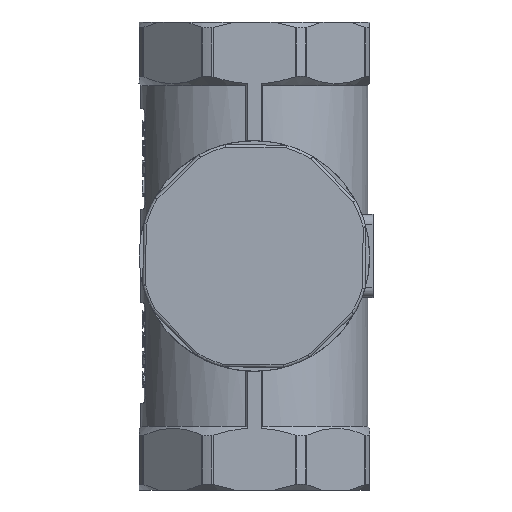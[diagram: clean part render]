
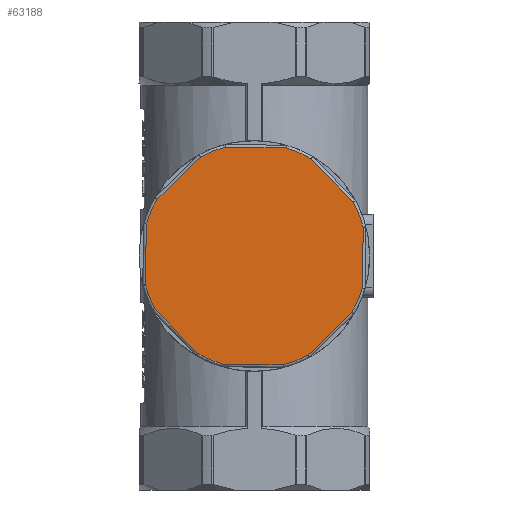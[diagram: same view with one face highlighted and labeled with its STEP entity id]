
A CAD part, front view. The second image highlights one B-rep face of the part: STEP entity #63188.
In plain terms, the highlighted planar face has unit normal (0, -1, 0).
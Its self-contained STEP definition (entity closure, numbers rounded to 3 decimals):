
#56467=CARTESIAN_POINT('',(46.923,-56.548,
133.744));
#56476=DIRECTION('',(-0.014,0.,-1.));
#56477=VECTOR('',#56476,18.186);
#56478=CARTESIAN_POINT('',(47.183,-56.548,
151.929));
#56479=LINE('',#56478,#56477);
#57857=DIRECTION('',(-1.,0.,0.014));
#57858=VECTOR('',#57857,18.187);
#57859=CARTESIAN_POINT('',(23.233,-56.548,
110.725));
#57860=LINE('',#57859,#57858);
#57887=DIRECTION('',(1.,0.,-0.014));
#57888=VECTOR('',#57887,18.187);
#57889=CARTESIAN_POINT('',(5.979,-56.548,
175.879));
#57890=LINE('',#57889,#57888);
#57895=CARTESIAN_POINT('',(-1.487,-56.548,
172.911));
#57993=CARTESIAN_POINT('',(-2.329,-56.548,
114.166));
#58073=CARTESIAN_POINT('',(5.979,-56.548,
175.879));
#58464=CARTESIAN_POINT('',(-15.003,-56.548,
127.209));
#58471=DIRECTION('',(0.717,0.,0.697));
#58472=VECTOR('',#58471,18.187);
#58473=CARTESIAN_POINT('',(30.699,-56.548,
113.693));
#58474=LINE('',#58473,#58472);
#58475=CARTESIAN_POINT('',(14.606,-56.548,
143.302));
#58476=DIRECTION('',(0.,-1.,0.));
#58477=DIRECTION('',(0.256,0.,-0.967));
#58478=AXIS2_PLACEMENT_3D('',#58475,#58476,#58477);
#58480=CARTESIAN_POINT('',(14.606,-56.548,
143.302));
#58481=DIRECTION('',(0.,-1.,0.));
#58482=DIRECTION('',(-0.503,0.,-0.865));
#58483=AXIS2_PLACEMENT_3D('',#58480,#58481,#58482);
#58485=DIRECTION('',(0.697,0.,-0.717));
#58486=VECTOR('',#58485,18.187);
#58487=CARTESIAN_POINT('',(-15.003,-56.548,
127.209));
#58488=LINE('',#58487,#58486);
#58489=CARTESIAN_POINT('',(14.606,-56.548,
143.302));
#58490=DIRECTION('',(0.,-1.,0.));
#58491=DIRECTION('',(-0.967,0.,-0.256));
#58492=AXIS2_PLACEMENT_3D('',#58489,#58490,#58491);
#58494=CARTESIAN_POINT('',(14.606,-56.548,
143.302));
#58495=DIRECTION('',(0.,-1.,0.));
#58496=DIRECTION('',(-0.865,0.,0.503));
#58497=AXIS2_PLACEMENT_3D('',#58494,#58495,#58496);
#58499=DIRECTION('',(-0.717,0.,-0.697));
#58500=VECTOR('',#58499,18.187);
#58501=CARTESIAN_POINT('',(-1.487,-56.548,
172.911));
#58502=LINE('',#58501,#58500);
#58503=CARTESIAN_POINT('',(14.606,-56.548,
143.302));
#58504=DIRECTION('',(0.,-1.,0.));
#58505=DIRECTION('',(-0.256,0.,0.967));
#58506=AXIS2_PLACEMENT_3D('',#58503,#58504,#58505);
#58508=CARTESIAN_POINT('',(14.606,-56.548,
143.302));
#58509=DIRECTION('',(0.,-1.,0.));
#58510=DIRECTION('',(0.503,0.,0.865));
#58511=AXIS2_PLACEMENT_3D('',#58508,#58509,#58510);
#58513=DIRECTION('',(-0.697,0.,0.717));
#58514=VECTOR('',#58513,18.187);
#58515=CARTESIAN_POINT('',(44.216,-56.548,
159.395));
#58516=LINE('',#58515,#58514);
#58517=CARTESIAN_POINT('',(14.606,-56.548,
143.302));
#58518=DIRECTION('',(0.,-1.,0.));
#58519=DIRECTION('',(0.967,0.,0.256));
#58520=AXIS2_PLACEMENT_3D('',#58517,#58518,#58519);
#58522=CARTESIAN_POINT('',(14.606,-56.548,
143.302));
#58523=DIRECTION('',(0.,-1.,0.));
#58524=DIRECTION('',(0.865,0.,-0.503));
#58525=AXIS2_PLACEMENT_3D('',#58522,#58523,#58524);
#58641=DIRECTION('',(0.014,0.,1.));
#58642=VECTOR('',#58641,18.186);
#58643=CARTESIAN_POINT('',(-17.971,-56.548,
134.675));
#58644=LINE('',#58643,#58642);
#58652=CARTESIAN_POINT('',(-17.971,-56.548,
134.675));
#58799=CARTESIAN_POINT('',(-17.71,-56.548,
152.859));
#58882=VERTEX_POINT('',#57895);
#58888=VERTEX_POINT('',#58073);
#58890=CARTESIAN_POINT('',(44.216,-56.548,
159.395));
#58891=CARTESIAN_POINT('',(31.541,-56.548,
172.438));
#58892=VERTEX_POINT('',#58890);
#58893=VERTEX_POINT('',#58891);
#58898=CARTESIAN_POINT('',(30.699,-56.548,
113.693));
#58899=CARTESIAN_POINT('',(43.742,-56.548,
126.367));
#58900=VERTEX_POINT('',#58898);
#58901=VERTEX_POINT('',#58899);
#58918=CARTESIAN_POINT('',(24.164,-56.548,
175.618));
#58919=VERTEX_POINT('',#58918);
#58962=VERTEX_POINT('',#58464);
#58968=VERTEX_POINT('',#56467);
#58977=VERTEX_POINT('',#57993);
#58978=CARTESIAN_POINT('',(47.183,-56.548,
151.929));
#58979=VERTEX_POINT('',#58978);
#58992=CARTESIAN_POINT('',(23.233,-56.548,
110.725));
#58993=CARTESIAN_POINT('',(5.049,-56.548,
110.985));
#58994=VERTEX_POINT('',#58992);
#58995=VERTEX_POINT('',#58993);
#59032=VERTEX_POINT('',#58652);
#59043=CARTESIAN_POINT('',(-14.53,-56.548,
160.237));
#59044=VERTEX_POINT('',#59043);
#59047=VERTEX_POINT('',#58799);
#63162=CARTESIAN_POINT('',(48.329,-56.548,
176.072));
#63163=DIRECTION('',(0.,-1.,0.));
#63164=DIRECTION('',(1.,0.,-0.014));
#63165=AXIS2_PLACEMENT_3D('',#63162,#63163,#63164);
#63166=PLANE('',#63165);
#63167=ORIENTED_EDGE('',*,*,#60953,.F.);
#63168=ORIENTED_EDGE('',*,*,#63020,.F.);
#63169=ORIENTED_EDGE('',*,*,#62703,.T.);
#63170=ORIENTED_EDGE('',*,*,#63102,.F.);
#63171=ORIENTED_EDGE('',*,*,#62805,.F.);
#63172=ORIENTED_EDGE('',*,*,#63155,.F.);
#63174=ORIENTED_EDGE('',*,*,#63173,.T.);
#63176=ORIENTED_EDGE('',*,*,#63175,.F.);
#63177=ORIENTED_EDGE('',*,*,#62737,.F.);
#63178=ORIENTED_EDGE('',*,*,#62866,.F.);
#63179=ORIENTED_EDGE('',*,*,#62721,.T.);
#63180=ORIENTED_EDGE('',*,*,#60803,.F.);
#63182=ORIENTED_EDGE('',*,*,#63181,.F.);
#63183=ORIENTED_EDGE('',*,*,#62780,.F.);
#63184=ORIENTED_EDGE('',*,*,#59063,.T.);
#63185=ORIENTED_EDGE('',*,*,#63033,.F.);
#63186=EDGE_LOOP('',(#63167,#63168,#63169,#63170,#63171,#63172,#63174,#63176,
#63177,#63178,#63179,#63180,#63182,#63183,#63184,#63185));
#63187=FACE_OUTER_BOUND('',#63186,.F.);
#63188=ADVANCED_FACE('',(#63187),#63166,.T.);
#58479=CIRCLE('',#58478,33.7);
#58484=CIRCLE('',#58483,33.7);
#58493=CIRCLE('',#58492,33.7);
#58498=CIRCLE('',#58497,33.7);
#58507=CIRCLE('',#58506,33.7);
#58512=CIRCLE('',#58511,33.7);
#58521=CIRCLE('',#58520,33.7);
#58526=CIRCLE('',#58525,33.7);
#59063=EDGE_CURVE('',#58979,#58968,#56479,.T.);
#60803=EDGE_CURVE('',#58893,#58919,#58512,.T.);
#60953=EDGE_CURVE('',#58900,#58901,#58474,.T.);
#62703=EDGE_CURVE('',#58994,#58995,#57860,.T.);
#62721=EDGE_CURVE('',#58888,#58919,#57890,.T.);
#62737=EDGE_CURVE('',#58882,#59044,#58502,.T.);
#62780=EDGE_CURVE('',#58979,#58892,#58521,.T.);
#62805=EDGE_CURVE('',#58962,#58977,#58488,.T.);
#62866=EDGE_CURVE('',#58888,#58882,#58507,.T.);
#63020=EDGE_CURVE('',#58994,#58900,#58479,.T.);
#63033=EDGE_CURVE('',#58901,#58968,#58526,.T.);
#63102=EDGE_CURVE('',#58977,#58995,#58484,.T.);
#63155=EDGE_CURVE('',#59032,#58962,#58493,.T.);
#63173=EDGE_CURVE('',#59032,#59047,#58644,.T.);
#63175=EDGE_CURVE('',#59044,#59047,#58498,.T.);
#63181=EDGE_CURVE('',#58892,#58893,#58516,.T.);
